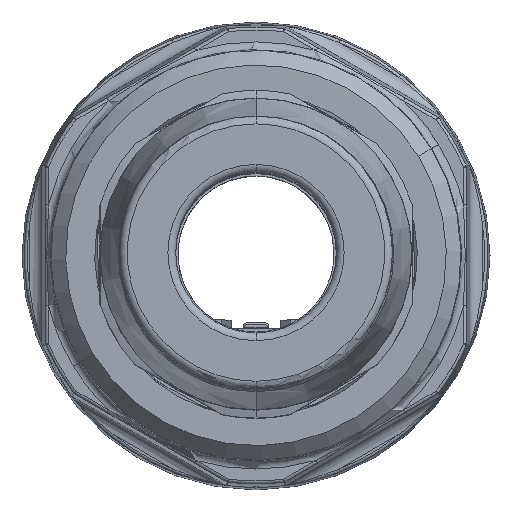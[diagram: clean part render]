
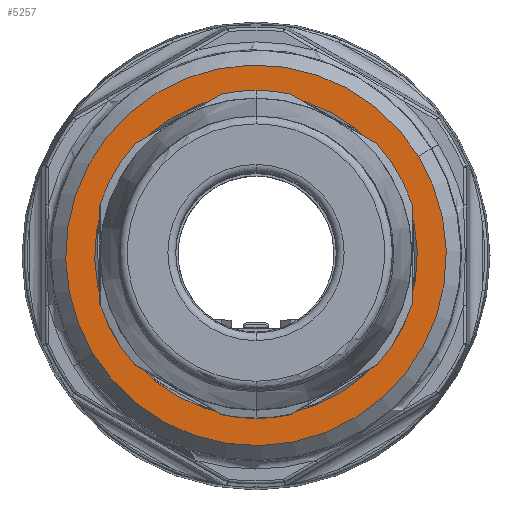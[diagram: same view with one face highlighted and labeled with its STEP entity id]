
A CAD part, top view. The second image highlights one B-rep face of the part: STEP entity #5257.
In plain terms, the highlighted planar face has unit normal (0, 0, 1).
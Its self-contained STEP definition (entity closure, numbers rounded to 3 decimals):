
#5196=AXIS2_PLACEMENT_3D('Circle Axis2P3D',#5194,#5195,$) ;
#5220=AXIS2_PLACEMENT_3D('Circle Axis2P3D',#5218,#5219,$) ;
#5233=AXIS2_PLACEMENT_3D('Plane Axis2P3D',#5230,#5231,#5232) ;
#5241=AXIS2_PLACEMENT_3D('Circle Axis2P3D',#5239,#5240,$) ;
#5250=AXIS2_PLACEMENT_3D('Circle Axis2P3D',#5248,#5249,$) ;
#5191=CARTESIAN_POINT('Vertex',(4.581,8.652,24.)) ;
#5194=CARTESIAN_POINT('Axis2P3D Location',(15.,15.,24.)) ;
#5198=CARTESIAN_POINT('Vertex',(25.419,21.348,24.)) ;
#5218=CARTESIAN_POINT('Axis2P3D Location',(15.,15.,24.)) ;
#5230=CARTESIAN_POINT('Axis2P3D Location',(9.888,6.145,24.)) ;
#5239=CARTESIAN_POINT('Axis2P3D Location',(15.,15.,24.)) ;
#5243=CARTESIAN_POINT('Vertex',(6.168,9.619,24.)) ;
#5245=CARTESIAN_POINT('Vertex',(23.832,20.381,24.)) ;
#5248=CARTESIAN_POINT('Axis2P3D Location',(15.,15.,24.)) ;
#5195=DIRECTION('Axis2P3D Direction',(0.,0.,-1.)) ;
#5219=DIRECTION('Axis2P3D Direction',(0.,0.,-1.)) ;
#5231=DIRECTION('Axis2P3D Direction',(0.,0.,-1.)) ;
#5232=DIRECTION('Axis2P3D XDirection',(-0.866,0.5,0.)) ;
#5240=DIRECTION('Axis2P3D Direction',(0.,0.,-1.)) ;
#5249=DIRECTION('Axis2P3D Direction',(0.,0.,-1.)) ;
#5236=ORIENTED_EDGE('',*,*,#5222,.F.) ;
#5237=ORIENTED_EDGE('',*,*,#5200,.F.) ;
#5254=ORIENTED_EDGE('',*,*,#5247,.T.) ;
#5255=ORIENTED_EDGE('',*,*,#5252,.T.) ;
#5256=FACE_BOUND('',#5253,.T.) ;
#5257=ADVANCED_FACE('Hauptk\X2\00F6\X0\rper',(#5238,#5256),#5234,.F.) ;
#5197=CIRCLE('generated circle',#5196,12.2) ;
#5221=CIRCLE('generated circle',#5220,12.2) ;
#5242=CIRCLE('generated circle',#5241,10.342) ;
#5251=CIRCLE('generated circle',#5250,10.342) ;
#5200=EDGE_CURVE('',#5192,#5199,#5197,.T.) ;
#5222=EDGE_CURVE('',#5199,#5192,#5221,.T.) ;
#5247=EDGE_CURVE('',#5244,#5246,#5242,.T.) ;
#5252=EDGE_CURVE('',#5246,#5244,#5251,.T.) ;
#5235=EDGE_LOOP('',(#5236,#5237)) ;
#5253=EDGE_LOOP('',(#5254,#5255)) ;
#5238=FACE_OUTER_BOUND('',#5235,.T.) ;
#5234=PLANE('',#5233) ;
#5192=VERTEX_POINT('',#5191) ;
#5199=VERTEX_POINT('',#5198) ;
#5244=VERTEX_POINT('',#5243) ;
#5246=VERTEX_POINT('',#5245) ;
